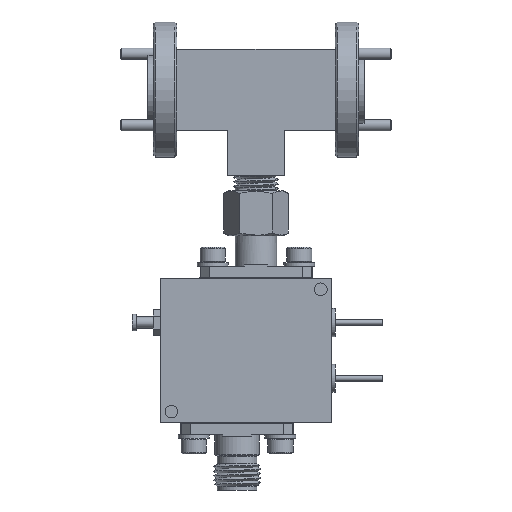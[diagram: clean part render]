
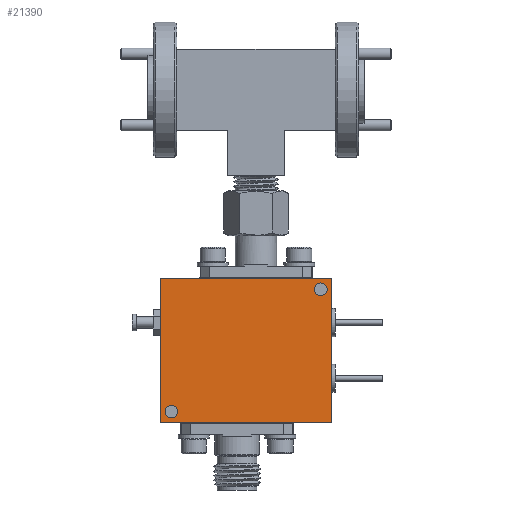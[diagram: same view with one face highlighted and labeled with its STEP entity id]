
A CAD part, front view. The second image highlights one B-rep face of the part: STEP entity #21390.
In plain terms, the highlighted planar face has unit normal (0, -1, 0).
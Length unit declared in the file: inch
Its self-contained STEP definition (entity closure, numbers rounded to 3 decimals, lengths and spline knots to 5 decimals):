
#326 = CARTESIAN_POINT ( 'NONE',  ( 0.84437, 0.65576, 0.26116 ) ) ;
#472 = DIRECTION ( 'NONE',  ( 0., 0., -1. ) ) ;
#1069 = PLANE ( 'NONE',  #15420 ) ;
#1090 = CARTESIAN_POINT ( 'NONE',  ( 0.04937, 0.65576, -0.41884 ) ) ;
#1237 = CARTESIAN_POINT ( 'NONE',  ( -0.04563, 0.65576, -0.47884 ) ) ;
#1286 = DIRECTION ( 'NONE',  ( 0., 1., 0. ) ) ;
#1298 = VERTEX_POINT ( 'NONE', #14316 ) ;
#1316 = CARTESIAN_POINT ( 'NONE',  ( 0.84437, 0.65576, 0.26116 ) ) ;
#1535 = DIRECTION ( 'NONE',  ( 0., 0., 1. ) ) ;
#2146 = CARTESIAN_POINT ( 'NONE',  ( 0.90437, 0.65576, 0.32116 ) ) ;
#2620 = VERTEX_POINT ( 'NONE', #8184 ) ;
#2747 = DIRECTION ( 'NONE',  ( 1., 0., 0. ) ) ;
#3241 = LINE ( 'NONE', #8593, #11693 ) ;
#3536 = CARTESIAN_POINT ( 'NONE',  ( -0.04563, 0.65576, 0.32116 ) ) ;
#3732 = CIRCLE ( 'NONE', #18550, 0.035 ) ;
#3788 = FACE_BOUND ( 'NONE', #5122, .T. ) ;
#3858 = CARTESIAN_POINT ( 'NONE',  ( -0.02063, 0.65576, -0.41884 ) ) ;
#3928 = CARTESIAN_POINT ( 'NONE',  ( 0.90437, 0.65576, -0.47884 ) ) ;
#4236 = AXIS2_PLACEMENT_3D ( 'NONE', #1316, #16675, #13112 ) ;
#4388 = CARTESIAN_POINT ( 'NONE',  ( 0.01437, 0.65576, -0.41884 ) ) ;
#4663 = ORIENTED_EDGE ( 'NONE', *, *, #9135, .F. ) ;
#4894 = CARTESIAN_POINT ( 'NONE',  ( -0.04563, 0.65576, 0.32116 ) ) ;
#4954 = VERTEX_POINT ( 'NONE', #4894 ) ;
#5122 = EDGE_LOOP ( 'NONE', ( #4663, #8448 ) ) ;
#6177 = FACE_BOUND ( 'NONE', #17964, .T. ) ;
#6181 = VERTEX_POINT ( 'NONE', #1237 ) ;
#6198 = EDGE_CURVE ( 'NONE', #12450, #13056, #13203, .T. ) ;
#6330 = CARTESIAN_POINT ( 'NONE',  ( 0.42937, 0.65576, -0.07884 ) ) ;
#6349 = DIRECTION ( 'NONE',  ( 0., -1., 0. ) ) ;
#6609 = EDGE_CURVE ( 'NONE', #17022, #6181, #7673, .T. ) ;
#6676 = VERTEX_POINT ( 'NONE', #21708 ) ;
#7169 = ORIENTED_EDGE ( 'NONE', *, *, #11223, .F. ) ;
#7612 = LINE ( 'NONE', #3536, #21856 ) ;
#7673 = LINE ( 'NONE', #14529, #13183 ) ;
#8184 = CARTESIAN_POINT ( 'NONE',  ( 0.90437, 0.65576, 0.32116 ) ) ;
#8448 = ORIENTED_EDGE ( 'NONE', *, *, #6198, .F. ) ;
#8593 = CARTESIAN_POINT ( 'NONE',  ( -0.04563, 0.65576, 0.32116 ) ) ;
#8675 = DIRECTION ( 'NONE',  ( 1., 0., 0. ) ) ;
#8726 = EDGE_CURVE ( 'NONE', #2620, #17022, #21604, .T. ) ;
#9135 = EDGE_CURVE ( 'NONE', #13056, #12450, #20006, .T. ) ;
#9667 = DIRECTION ( 'NONE',  ( -1., 0., 0. ) ) ;
#11223 = EDGE_CURVE ( 'NONE', #1298, #6676, #19136, .T. ) ;
#11693 = VECTOR ( 'NONE', #12109, 39.37008 ) ;
#12109 = DIRECTION ( 'NONE',  ( 1., 0., 0. ) ) ;
#12450 = VERTEX_POINT ( 'NONE', #3858 ) ;
#12846 = DIRECTION ( 'NONE',  ( 0., -1., 0. ) ) ;
#12867 = DIRECTION ( 'NONE',  ( -1., 0., 0. ) ) ;
#13056 = VERTEX_POINT ( 'NONE', #1090 ) ;
#13112 = DIRECTION ( 'NONE',  ( 1., 0., 0. ) ) ;
#13183 = VECTOR ( 'NONE', #9667, 39.37008 ) ;
#13203 = CIRCLE ( 'NONE', #16534, 0.035 ) ;
#13802 = FACE_OUTER_BOUND ( 'NONE', #17384, .T. ) ;
#14316 = CARTESIAN_POINT ( 'NONE',  ( 0.80937, 0.65576, 0.26116 ) ) ;
#14403 = ORIENTED_EDGE ( 'NONE', *, *, #8726, .F. ) ;
#14529 = CARTESIAN_POINT ( 'NONE',  ( -0.04563, 0.65576, -0.47884 ) ) ;
#14654 = EDGE_CURVE ( 'NONE', #6676, #1298, #3732, .T. ) ;
#15350 = AXIS2_PLACEMENT_3D ( 'NONE', #4388, #12846, #2747 ) ;
#15420 = AXIS2_PLACEMENT_3D ( 'NONE', #6330, #1286, #12867 ) ;
#16435 = CARTESIAN_POINT ( 'NONE',  ( 0.01437, 0.65576, -0.41884 ) ) ;
#16534 = AXIS2_PLACEMENT_3D ( 'NONE', #16435, #6349, #18132 ) ;
#16675 = DIRECTION ( 'NONE',  ( 0., -1., 0. ) ) ;
#17022 = VERTEX_POINT ( 'NONE', #3928 ) ;
#17106 = VECTOR ( 'NONE', #472, 39.37008 ) ;
#17326 = EDGE_CURVE ( 'NONE', #6181, #4954, #7612, .T. ) ;
#17384 = EDGE_LOOP ( 'NONE', ( #19905, #14403, #20868, #20518 ) ) ;
#17964 = EDGE_LOOP ( 'NONE', ( #18462, #7169 ) ) ;
#18132 = DIRECTION ( 'NONE',  ( 1., 0., 0. ) ) ;
#18462 = ORIENTED_EDGE ( 'NONE', *, *, #14654, .F. ) ;
#18550 = AXIS2_PLACEMENT_3D ( 'NONE', #326, #18759, #8675 ) ;
#18759 = DIRECTION ( 'NONE',  ( 0., -1., 0. ) ) ;
#19136 = CIRCLE ( 'NONE', #4236, 0.035 ) ;
#19905 = ORIENTED_EDGE ( 'NONE', *, *, #6609, .F. ) ;
#20006 = CIRCLE ( 'NONE', #15350, 0.035 ) ;
#20518 = ORIENTED_EDGE ( 'NONE', *, *, #17326, .F. ) ;
#20868 = ORIENTED_EDGE ( 'NONE', *, *, #21595, .F. ) ;
#21390 = ADVANCED_FACE ( 'NONE', ( #3788, #6177, #13802 ), #1069, .F. ) ;
#21595 = EDGE_CURVE ( 'NONE', #4954, #2620, #3241, .T. ) ;
#21604 = LINE ( 'NONE', #2146, #17106 ) ;
#21708 = CARTESIAN_POINT ( 'NONE',  ( 0.87937, 0.65576, 0.26116 ) ) ;
#21856 = VECTOR ( 'NONE', #1535, 39.37008 ) ;
